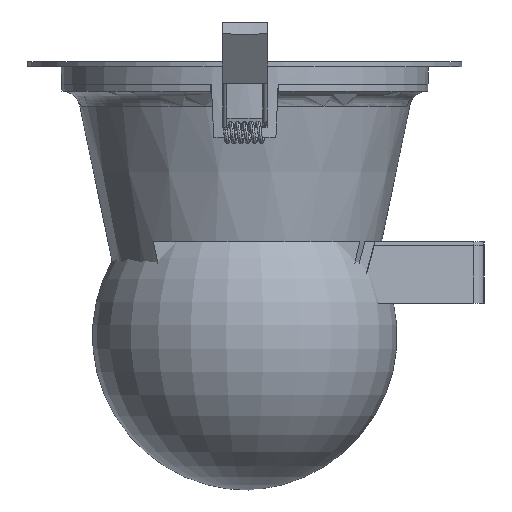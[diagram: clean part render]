
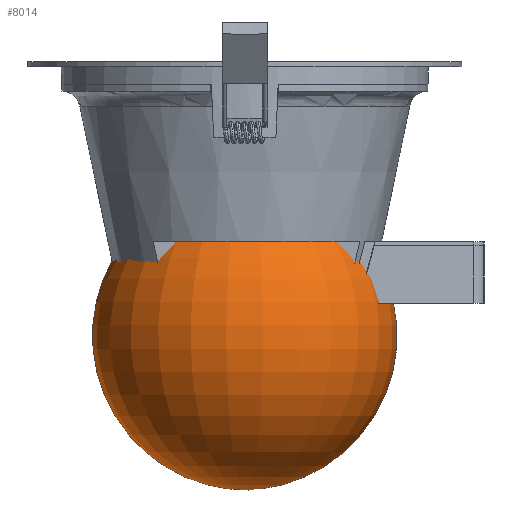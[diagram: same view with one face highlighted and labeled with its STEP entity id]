
A CAD part, front view. The second image highlights one B-rep face of the part: STEP entity #8014.
In plain terms, the highlighted toroidal (fillet/blend) face has major radius 0.78 mm and minor radius 61.09 mm.
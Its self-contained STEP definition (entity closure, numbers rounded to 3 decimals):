
#1029 = DIRECTION ( 'NONE',  ( 0., 0., -1. ) ) ;
#1277 = ORIENTED_EDGE ( 'NONE', *, *, #8379, .T. ) ;
#1733 = CARTESIAN_POINT ( 'NONE',  ( 0., -37.35, 57.553 ) ) ;
#3875 = CARTESIAN_POINT ( 'NONE',  ( 0., 0., 57.553 ) ) ;
#4753 = TOROIDAL_SURFACE ( 'NONE', #9249, 0.78, 61.091 ) ;
#6412 = DIRECTION ( 'NONE',  ( 0., -1., 0. ) ) ;
#6683 = DIRECTION ( 'NONE',  ( 0., -1., 0. ) ) ;
#6967 = EDGE_LOOP ( 'NONE', ( #1277 ) ) ;
#7838 = FACE_OUTER_BOUND ( 'NONE', #6967, .T. ) ;
#8014 = ADVANCED_FACE ( 'NONE', ( #7838 ), #4753, .T. ) ;
#8379 = EDGE_CURVE ( 'NONE', #11153, #11153, #12082, .T. ) ;
#9249 = AXIS2_PLACEMENT_3D ( 'NONE', #11353, #9619, #6683 ) ;
#9531 = AXIS2_PLACEMENT_3D ( 'NONE', #3875, #1029, #6412 ) ;
#9619 = DIRECTION ( 'NONE',  ( 0., 0., -1. ) ) ;
#11153 = VERTEX_POINT ( 'NONE', #1733 ) ;
#11353 = CARTESIAN_POINT ( 'NONE',  ( 0., 0., 106.488 ) ) ;
#12082 = CIRCLE ( 'NONE', #9531, 37.35 ) ;
